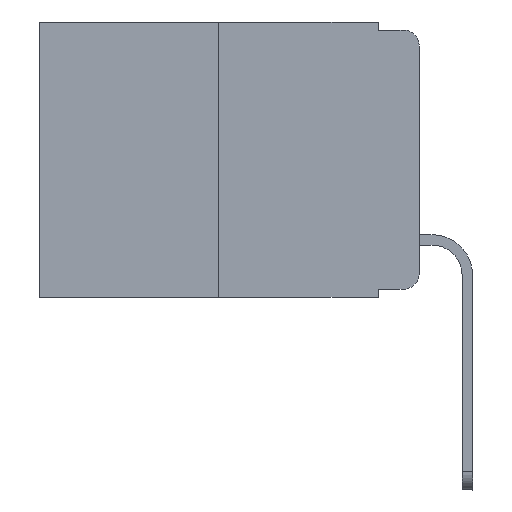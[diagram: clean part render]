
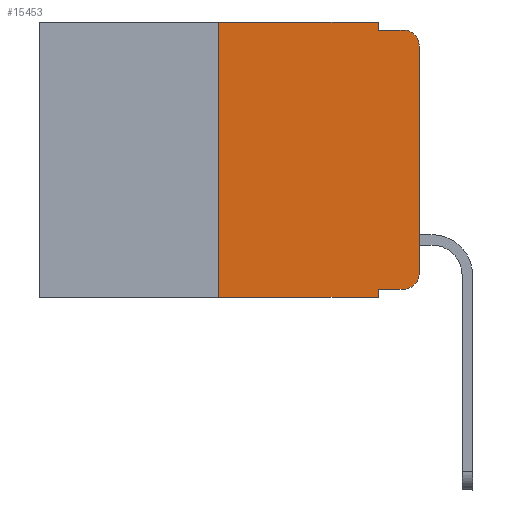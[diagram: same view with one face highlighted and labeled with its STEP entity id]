
A CAD part, left-side view. The second image highlights one B-rep face of the part: STEP entity #15453.
In plain terms, the highlighted planar face has unit normal (-1, 0, 0).
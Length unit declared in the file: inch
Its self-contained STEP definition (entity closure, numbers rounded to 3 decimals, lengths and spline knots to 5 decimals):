
#6 = VERTEX_POINT ( 'NONE', #13794 ) ;
#253 = PLANE ( 'NONE',  #14631 ) ;
#600 = CARTESIAN_POINT ( 'NONE',  ( 0., 0.051, 0. ) ) ;
#1110 = CARTESIAN_POINT ( 'NONE',  ( 0., 0.051, -0.01 ) ) ;
#1121 = CARTESIAN_POINT ( 'NONE',  ( 0., 0.02, -0.03 ) ) ;
#1533 = LINE ( 'NONE', #1631, #16953 ) ;
#1631 = CARTESIAN_POINT ( 'NONE',  ( 0., 0.051, -0.333 ) ) ;
#1683 = VECTOR ( 'NONE', #5447, 39.37008 ) ;
#2140 = LINE ( 'NONE', #3852, #1683 ) ;
#2243 = CARTESIAN_POINT ( 'NONE',  ( 0., 0.473, 0. ) ) ;
#2335 = VECTOR ( 'NONE', #14643, 39.37008 ) ;
#3000 = CIRCLE ( 'NONE', #18356, 0.02 ) ;
#3017 = ORIENTED_EDGE ( 'NONE', *, *, #9588, .T. ) ;
#3448 = DIRECTION ( 'NONE',  ( 0., -1., 0. ) ) ;
#3453 = EDGE_CURVE ( 'NONE', #6, #12582, #9449, .T. ) ;
#3500 = AXIS2_PLACEMENT_3D ( 'NONE', #6954, #7049, #3546 ) ;
#3546 = DIRECTION ( 'NONE',  ( 0., 0., -1. ) ) ;
#3618 = VERTEX_POINT ( 'NONE', #7452 ) ;
#3852 = CARTESIAN_POINT ( 'NONE',  ( 0., 0.051, 0. ) ) ;
#4043 = VECTOR ( 'NONE', #17576, 39.37008 ) ;
#4331 = ORIENTED_EDGE ( 'NONE', *, *, #14988, .F. ) ;
#4410 = DIRECTION ( 'NONE',  ( 0., 0., 1. ) ) ;
#4502 = EDGE_CURVE ( 'NONE', #14998, #16345, #10829, .T. ) ;
#4520 = VERTEX_POINT ( 'NONE', #10939 ) ;
#4712 = CARTESIAN_POINT ( 'NONE',  ( 0., 0.051, -0.01 ) ) ;
#5202 = CARTESIAN_POINT ( 'NONE',  ( 0., 0.473, 0. ) ) ;
#5447 = DIRECTION ( 'NONE',  ( 0., 0., -1. ) ) ;
#6317 = ORIENTED_EDGE ( 'NONE', *, *, #4502, .F. ) ;
#6630 = ORIENTED_EDGE ( 'NONE', *, *, #3453, .T. ) ;
#6658 = CARTESIAN_POINT ( 'NONE',  ( 0., 0., -0.03 ) ) ;
#6728 = DIRECTION ( 'NONE',  ( 0., -1., 0. ) ) ;
#6954 = CARTESIAN_POINT ( 'NONE',  ( 0., 0.02, -0.313 ) ) ;
#7049 = DIRECTION ( 'NONE',  ( -1., 0., 0. ) ) ;
#7135 = DIRECTION ( 'NONE',  ( 0., 0., -1. ) ) ;
#7356 = CARTESIAN_POINT ( 'NONE',  ( 0., 0.25, -0.343 ) ) ;
#7452 = CARTESIAN_POINT ( 'NONE',  ( 0., 0.051, -0.333 ) ) ;
#7543 = VERTEX_POINT ( 'NONE', #8224 ) ;
#7644 = VERTEX_POINT ( 'NONE', #1110 ) ;
#8112 = ORIENTED_EDGE ( 'NONE', *, *, #14151, .T. ) ;
#8224 = CARTESIAN_POINT ( 'NONE',  ( 0., 0.02, -0.333 ) ) ;
#8629 = CARTESIAN_POINT ( 'NONE',  ( 0., 0.02, -0.01 ) ) ;
#8633 = ORIENTED_EDGE ( 'NONE', *, *, #17764, .T. ) ;
#9095 = ORIENTED_EDGE ( 'NONE', *, *, #12960, .F. ) ;
#9231 = CARTESIAN_POINT ( 'NONE',  ( 0., 0.25, 0. ) ) ;
#9449 = LINE ( 'NONE', #12666, #4043 ) ;
#9588 = EDGE_CURVE ( 'NONE', #7543, #6, #20239, .T. ) ;
#9643 = EDGE_CURVE ( 'NONE', #14998, #17229, #11991, .T. ) ;
#10128 = DIRECTION ( 'NONE',  ( 1., 0., 0. ) ) ;
#10829 = LINE ( 'NONE', #9231, #18496 ) ;
#10939 = CARTESIAN_POINT ( 'NONE',  ( 0., 0.051, 0. ) ) ;
#11048 = EDGE_LOOP ( 'NONE', ( #6630, #8112, #9095, #4331, #11958, #6317, #18978, #12659, #8633, #3017 ) ) ;
#11958 = ORIENTED_EDGE ( 'NONE', *, *, #19462, .F. ) ;
#11991 = LINE ( 'NONE', #18291, #16103 ) ;
#12582 = VERTEX_POINT ( 'NONE', #6658 ) ;
#12659 = ORIENTED_EDGE ( 'NONE', *, *, #18232, .F. ) ;
#12666 = CARTESIAN_POINT ( 'NONE',  ( 0., 0., 0. ) ) ;
#12960 = EDGE_CURVE ( 'NONE', #7644, #14119, #19586, .T. ) ;
#13794 = CARTESIAN_POINT ( 'NONE',  ( 0., 0., -0.313 ) ) ;
#14060 = DIRECTION ( 'NONE',  ( -1., 0., 0. ) ) ;
#14119 = VERTEX_POINT ( 'NONE', #8629 ) ;
#14151 = EDGE_CURVE ( 'NONE', #12582, #14119, #3000, .T. ) ;
#14618 = VECTOR ( 'NONE', #7135, 39.37008 ) ;
#14631 = AXIS2_PLACEMENT_3D ( 'NONE', #5202, #10128, #16629 ) ;
#14643 = DIRECTION ( 'NONE',  ( 0., -1., 0. ) ) ;
#14807 = CARTESIAN_POINT ( 'NONE',  ( 0., 0.051, -0.343 ) ) ;
#14988 = EDGE_CURVE ( 'NONE', #4520, #7644, #15262, .T. ) ;
#14998 = VERTEX_POINT ( 'NONE', #7356 ) ;
#15262 = LINE ( 'NONE', #600, #14618 ) ;
#15453 = ADVANCED_FACE ( 'NONE', ( #18457 ), #253, .F. ) ;
#15495 = LINE ( 'NONE', #2243, #20868 ) ;
#15769 = DIRECTION ( 'NONE',  ( 0., 0., -1. ) ) ;
#16103 = VECTOR ( 'NONE', #6728, 39.37008 ) ;
#16345 = VERTEX_POINT ( 'NONE', #17879 ) ;
#16629 = DIRECTION ( 'NONE',  ( 0., 0., -1. ) ) ;
#16953 = VECTOR ( 'NONE', #3448, 39.37008 ) ;
#17229 = VERTEX_POINT ( 'NONE', #14807 ) ;
#17576 = DIRECTION ( 'NONE',  ( 0., 0., 1. ) ) ;
#17764 = EDGE_CURVE ( 'NONE', #3618, #7543, #1533, .T. ) ;
#17879 = CARTESIAN_POINT ( 'NONE',  ( 0., 0.25, 0. ) ) ;
#18232 = EDGE_CURVE ( 'NONE', #3618, #17229, #2140, .T. ) ;
#18291 = CARTESIAN_POINT ( 'NONE',  ( 0., 0.473, -0.343 ) ) ;
#18356 = AXIS2_PLACEMENT_3D ( 'NONE', #1121, #14060, #15769 ) ;
#18457 = FACE_OUTER_BOUND ( 'NONE', #11048, .T. ) ;
#18496 = VECTOR ( 'NONE', #4410, 39.37008 ) ;
#18713 = DIRECTION ( 'NONE',  ( 0., -1., 0. ) ) ;
#18978 = ORIENTED_EDGE ( 'NONE', *, *, #9643, .T. ) ;
#19462 = EDGE_CURVE ( 'NONE', #16345, #4520, #15495, .T. ) ;
#19586 = LINE ( 'NONE', #4712, #2335 ) ;
#20239 = CIRCLE ( 'NONE', #3500, 0.02 ) ;
#20868 = VECTOR ( 'NONE', #18713, 39.37008 ) ;
